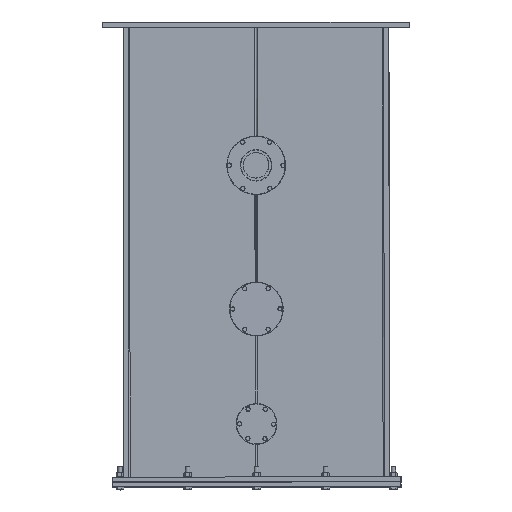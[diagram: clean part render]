
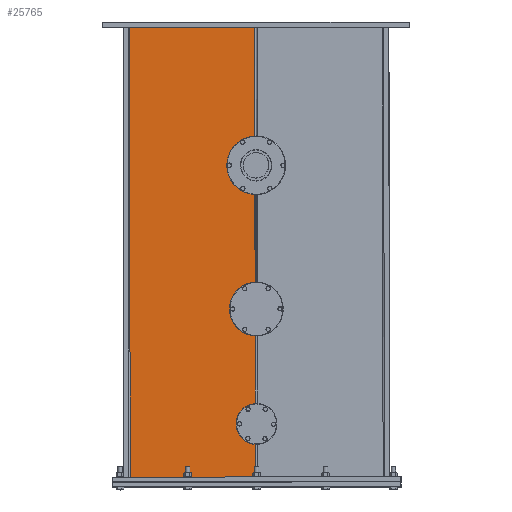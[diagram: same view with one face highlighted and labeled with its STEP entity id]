
A CAD part, left-side view. The second image highlights one B-rep face of the part: STEP entity #25765.
In plain terms, the highlighted planar face has unit normal (-1, 0.002, 0.001).
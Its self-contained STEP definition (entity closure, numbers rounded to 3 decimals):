
#1200=PLANE('',#28088);
#2588=FACE_OUTER_BOUND('',#4083,.T.);
#4083=EDGE_LOOP('',(#18025,#18026,#18027,#18028,#18029,#18030,#18031,#18032,
#18033,#18034,#18035,#18036,#18037,#18038,#18039,#18040,#18041,#18042,#18043,
#18044,#18045,#18046,#18047,#18048));
#5850=CIRCLE('',#28089,80.);
#5851=CIRCLE('',#28090,105.);
#5852=CIRCLE('',#28091,115.);
#8143=LINE('',#41491,#9597);
#8146=LINE('',#41531,#9600);
#8148=LINE('',#41538,#9602);
#8149=LINE('',#41543,#9603);
#8151=LINE('',#41549,#9605);
#8152=LINE('',#41552,#9606);
#8296=LINE('',#41937,#9750);
#8297=LINE('',#41939,#9751);
#8302=LINE('',#41958,#9756);
#8303=LINE('',#41962,#9757);
#8304=LINE('',#41964,#9758);
#8305=LINE('',#41968,#9759);
#8306=LINE('',#41970,#9760);
#8307=LINE('',#41972,#9761);
#8308=LINE('',#41976,#9762);
#8309=LINE('',#41978,#9763);
#8310=LINE('',#41980,#9764);
#8311=LINE('',#41984,#9765);
#8312=LINE('',#41986,#9766);
#8313=LINE('',#41988,#9767);
#8314=LINE('',#41989,#9768);
#9597=VECTOR('',#32047,10.);
#9600=VECTOR('',#32058,10.);
#9602=VECTOR('',#32064,10.);
#9603=VECTOR('',#32069,10.);
#9605=VECTOR('',#32075,10.);
#9606=VECTOR('',#32078,10.);
#9750=VECTOR('',#32338,10.);
#9751=VECTOR('',#32339,10.);
#9756=VECTOR('',#32364,10.);
#9757=VECTOR('',#32369,10.);
#9758=VECTOR('',#32370,10.);
#9759=VECTOR('',#32373,10.);
#9760=VECTOR('',#32374,10.);
#9761=VECTOR('',#32375,10.);
#9762=VECTOR('',#32378,10.);
#9763=VECTOR('',#32379,10.);
#9764=VECTOR('',#32380,10.);
#9765=VECTOR('',#32383,10.);
#9766=VECTOR('',#32384,10.);
#9767=VECTOR('',#32385,10.);
#9768=VECTOR('',#32386,3.);
#11065=VERTEX_POINT('',#41489);
#11066=VERTEX_POINT('',#41490);
#11073=VERTEX_POINT('',#41530);
#11075=VERTEX_POINT('',#41536);
#11076=VERTEX_POINT('',#41537);
#11078=VERTEX_POINT('',#41541);
#11080=VERTEX_POINT('',#41548);
#11081=VERTEX_POINT('',#41550);
#11221=VERTEX_POINT('',#41938);
#11225=VERTEX_POINT('',#41957);
#11226=VERTEX_POINT('',#41961);
#11227=VERTEX_POINT('',#41963);
#11228=VERTEX_POINT('',#41965);
#11229=VERTEX_POINT('',#41967);
#11230=VERTEX_POINT('',#41969);
#11231=VERTEX_POINT('',#41971);
#11232=VERTEX_POINT('',#41973);
#11233=VERTEX_POINT('',#41975);
#11234=VERTEX_POINT('',#41977);
#11235=VERTEX_POINT('',#41979);
#11236=VERTEX_POINT('',#41981);
#11237=VERTEX_POINT('',#41983);
#11238=VERTEX_POINT('',#41985);
#11239=VERTEX_POINT('',#41987);
#13713=EDGE_CURVE('',#11065,#11066,#8143,.T.);
#13722=EDGE_CURVE('',#11073,#11065,#8146,.T.);
#13725=EDGE_CURVE('',#11075,#11076,#8148,.T.);
#13728=EDGE_CURVE('',#11076,#11078,#8149,.T.);
#13731=EDGE_CURVE('',#11080,#11075,#8151,.T.);
#13733=EDGE_CURVE('',#11078,#11081,#8152,.T.);
#13909=EDGE_CURVE('',#11081,#11073,#8296,.T.);
#13910=EDGE_CURVE('',#11221,#11080,#8297,.T.);
#13920=EDGE_CURVE('',#11221,#11225,#8302,.T.);
#13922=EDGE_CURVE('',#11226,#11066,#8303,.T.);
#13923=EDGE_CURVE('',#11227,#11226,#8304,.T.);
#13924=EDGE_CURVE('',#11227,#11228,#5850,.T.);
#13925=EDGE_CURVE('',#11229,#11228,#8305,.T.);
#13926=EDGE_CURVE('',#11230,#11229,#8306,.T.);
#13927=EDGE_CURVE('',#11231,#11230,#8307,.T.);
#13928=EDGE_CURVE('',#11231,#11232,#5851,.T.);
#13929=EDGE_CURVE('',#11233,#11232,#8308,.T.);
#13930=EDGE_CURVE('',#11234,#11233,#8309,.T.);
#13931=EDGE_CURVE('',#11235,#11234,#8310,.T.);
#13932=EDGE_CURVE('',#11235,#11236,#5852,.T.);
#13933=EDGE_CURVE('',#11237,#11236,#8311,.T.);
#13934=EDGE_CURVE('',#11238,#11237,#8312,.T.);
#13935=EDGE_CURVE('',#11239,#11238,#8313,.T.);
#13936=EDGE_CURVE('',#11225,#11239,#8314,.T.);
#18025=ORIENTED_EDGE('',*,*,#13713,.T.);
#18026=ORIENTED_EDGE('',*,*,#13922,.F.);
#18027=ORIENTED_EDGE('',*,*,#13923,.F.);
#18028=ORIENTED_EDGE('',*,*,#13924,.T.);
#18029=ORIENTED_EDGE('',*,*,#13925,.F.);
#18030=ORIENTED_EDGE('',*,*,#13926,.F.);
#18031=ORIENTED_EDGE('',*,*,#13927,.F.);
#18032=ORIENTED_EDGE('',*,*,#13928,.T.);
#18033=ORIENTED_EDGE('',*,*,#13929,.F.);
#18034=ORIENTED_EDGE('',*,*,#13930,.F.);
#18035=ORIENTED_EDGE('',*,*,#13931,.F.);
#18036=ORIENTED_EDGE('',*,*,#13932,.T.);
#18037=ORIENTED_EDGE('',*,*,#13933,.F.);
#18038=ORIENTED_EDGE('',*,*,#13934,.F.);
#18039=ORIENTED_EDGE('',*,*,#13935,.F.);
#18040=ORIENTED_EDGE('',*,*,#13936,.F.);
#18041=ORIENTED_EDGE('',*,*,#13920,.F.);
#18042=ORIENTED_EDGE('',*,*,#13910,.T.);
#18043=ORIENTED_EDGE('',*,*,#13731,.T.);
#18044=ORIENTED_EDGE('',*,*,#13725,.T.);
#18045=ORIENTED_EDGE('',*,*,#13728,.T.);
#18046=ORIENTED_EDGE('',*,*,#13733,.T.);
#18047=ORIENTED_EDGE('',*,*,#13909,.T.);
#18048=ORIENTED_EDGE('',*,*,#13722,.T.);
#25765=ADVANCED_FACE('',(#2588),#1200,.F.);
#28088=AXIS2_PLACEMENT_3D('',#41960,#32367,#32368);
#28089=AXIS2_PLACEMENT_3D('',#41966,#32371,#32372);
#28090=AXIS2_PLACEMENT_3D('',#41974,#32376,#32377);
#28091=AXIS2_PLACEMENT_3D('',#41982,#32381,#32382);
#32047=DIRECTION('',(0.,-0.858,0.514));
#32058=DIRECTION('',(0.,-0.002,1.));
#32064=DIRECTION('',(0.,-0.858,0.514));
#32069=DIRECTION('',(0.,-0.856,-0.516));
#32075=DIRECTION('',(0.,-0.002,1.));
#32078=DIRECTION('',(0.,0.002,-1.));
#32338=DIRECTION('',(0.,-1.,0.));
#32339=DIRECTION('',(0.,-1.,0.));
#32364=DIRECTION('',(0.,0.,1.));
#32367=DIRECTION('center_axis',(1.,0.,0.));
#32368=DIRECTION('ref_axis',(0.,1.,0.));
#32369=DIRECTION('',(0.,0.,-1.));
#32370=DIRECTION('',(0.,-1.,0.));
#32371=DIRECTION('center_axis',(1.,0.,0.));
#32372=DIRECTION('ref_axis',(0.,0.,1.));
#32373=DIRECTION('',(0.,1.,0.));
#32374=DIRECTION('',(0.,0.,-1.));
#32375=DIRECTION('',(0.,-1.,0.));
#32376=DIRECTION('center_axis',(1.,0.,0.));
#32377=DIRECTION('ref_axis',(0.,0.,
1.));
#32378=DIRECTION('',(0.,1.,0.));
#32379=DIRECTION('',(0.,0.,-1.));
#32380=DIRECTION('',(0.,-1.,0.));
#32381=DIRECTION('center_axis',(1.,0.,0.));
#32382=DIRECTION('ref_axis',(0.,0.,
1.));
#32383=DIRECTION('',(0.,1.,0.));
#32384=DIRECTION('',(0.,0.,-1.));
#32385=DIRECTION('',(0.,-1.,0.));
#32386=DIRECTION('',(0.,-1.,0.));
#41489=CARTESIAN_POINT('',(50.,484.919,-879.066));
#41490=CARTESIAN_POINT('',(50.,480.92,-876.672));
#41491=CARTESIAN_POINT('',(50.,480.415,-876.369));
#41530=CARTESIAN_POINT('',(50.,484.92,-880.));
#41531=CARTESIAN_POINT('',(50.,481.295,1347.558));
#41536=CARTESIAN_POINT('',(50.,754.918,-878.626));
#41537=CARTESIAN_POINT('',(50.,745.909,-873.233));
#41538=CARTESIAN_POINT('',(50.,750.413,-875.93));
#41541=CARTESIAN_POINT('',(50.,736.918,-878.656));
#41543=CARTESIAN_POINT('',(50.,741.413,-875.944));
#41548=CARTESIAN_POINT('',(50.,754.92,-880.));
#41549=CARTESIAN_POINT('',(50.,751.294,1347.997));
#41550=CARTESIAN_POINT('',(50.,736.92,-880.));
#41552=CARTESIAN_POINT('',(50.,733.294,1347.968));
#41937=CARTESIAN_POINT('',(50.,475.92,-880.));
#41938=CARTESIAN_POINT('',(50.,970.92,-880.));
#41939=CARTESIAN_POINT('',(50.,475.92,-880.));
#41957=CARTESIAN_POINT('',(50.,970.92,897.));
#41958=CARTESIAN_POINT('',(50.,970.92,0.));
#41960=CARTESIAN_POINT('Origin',(50.,475.92,0.));
#41961=CARTESIAN_POINT('',(50.,480.92,-749.96));
#41962=CARTESIAN_POINT('',(50.,480.92,0.));
#41963=CARTESIAN_POINT('',(50.,495.92,-749.96));
#41964=CARTESIAN_POINT('',(50.,475.92,-749.96));
#41965=CARTESIAN_POINT('',(50.,495.92,-595.04));
#41966=CARTESIAN_POINT('Origin',(50.,475.92,-672.5));
#41967=CARTESIAN_POINT('',(50.,480.92,-595.04));
#41968=CARTESIAN_POINT('',(50.,495.92,-595.04));
#41969=CARTESIAN_POINT('',(50.,480.92,-325.578));
#41970=CARTESIAN_POINT('',(50.,480.92,0.));
#41971=CARTESIAN_POINT('',(50.,495.92,-325.578));
#41972=CARTESIAN_POINT('',(50.,475.92,-325.578));
#41973=CARTESIAN_POINT('',(50.,495.92,-119.422));
#41974=CARTESIAN_POINT('Origin',(50.,475.92,-222.5));
#41975=CARTESIAN_POINT('',(50.,480.92,-119.422));
#41976=CARTESIAN_POINT('',(50.,495.92,-119.422));
#41977=CARTESIAN_POINT('',(50.,480.92,226.752));
#41978=CARTESIAN_POINT('',(50.,480.92,0.));
#41979=CARTESIAN_POINT('',(50.,495.92,226.752));
#41980=CARTESIAN_POINT('',(50.,475.92,226.752));
#41981=CARTESIAN_POINT('',(50.,495.92,453.248));
#41982=CARTESIAN_POINT('Origin',(50.,475.92,340.));
#41983=CARTESIAN_POINT('',(50.,480.92,453.248));
#41984=CARTESIAN_POINT('',(50.,495.92,453.248));
#41985=CARTESIAN_POINT('',(50.,480.92,897.));
#41986=CARTESIAN_POINT('',(50.,480.92,0.));
#41987=CARTESIAN_POINT('',(50.,495.92,897.));
#41988=CARTESIAN_POINT('',(50.,475.92,897.));
#41989=CARTESIAN_POINT('',(50.,735.92,897.));
